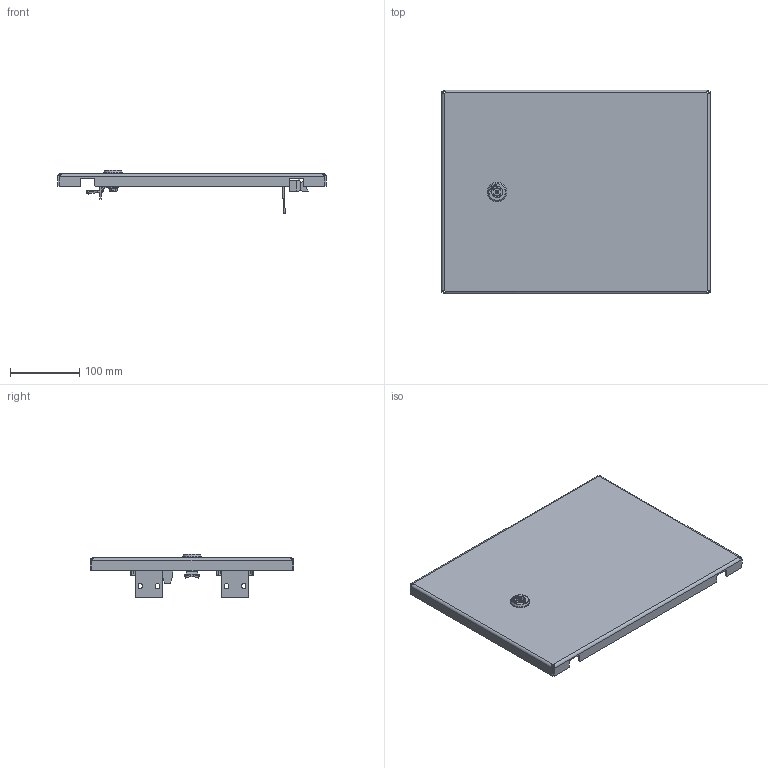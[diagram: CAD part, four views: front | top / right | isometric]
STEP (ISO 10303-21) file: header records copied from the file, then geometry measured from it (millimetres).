
FILE_DESCRIPTION (( 'STEP AP214' ), '1' );
FILE_NAME ('644.030.STEP', '2024-10-14T11:11:52', ( '' ), ( '' ), 'SwSTEP 2.0', 'SolidWorks 2021', '' );
FILE_SCHEMA (( 'AUTOMOTIVE_DESIGN' ));
Length unit declared in the file: millimetre
Products named in the file (22): 630.000; Ãàñêåòèíã äâåðè W400H300; 2101350253-15-DB15mm YEN_ G_BEK.STEP; 630.002; 2311050230-plastik-rondela.STEP; 644.030; Äâåðü W400H300; Ðåçèíêà øàðíèðà; Çàìîê ïîä äâå áîðîäêè Z ðèãåëåì.STEP; ______ Z 3__.STEP; ______________ ______.STEP; Âòóëêà øàðíèðà; _____.STEP; Äâåðíîå ïîëîòíî W400H300; Øïèëüêà ïðèâàðíàÿ Ì6õ16; 2102200253-YEN_ PANO K_L_T KOVANI KROM.STEP; 嵑謺麃 瀁蠉澼鍣 094; 1207100236-Pano Kilit Yay_-1.STEP; Ïåòëÿ ùèòîâàÿ ïðèâàðíàÿ; Áîëò Ì5õ10 ñ øåñòèãðàííîé ãîëîâêîé ñ ïðåññøàéáîé; 1209100038(M6x8 Kombi Vida)_sss.STEP; 嵑謺麃
Assembly tree (28 placements, depth 3):
  644.030
    Äâåðü W400H300
      Äâåðíîå ïîëîòíî W400H300
      Ïåòëÿ ùèòîâàÿ ïðèâàðíàÿ  x2
      Øïèëüêà ïðèâàðíàÿ Ì6õ16  x2
      Ãàñêåòèíã äâåðè W400H300
    630.000  x2
    630.002
    嵑謺麃 瀁蠉澼鍣 094  x2
      嵑謺麃
      Âòóëêà øàðíèðà
      Ðåçèíêà øàðíèðà
    Çàìîê ïîä äâå áîðîäêè Z ðèãåëåì.STEP
      2102200253-YEN_ PANO K_L_T KOVANI KROM.STEP
      1207100236-Pano Kilit Yay_-1.STEP
      2311050230-plastik-rondela.STEP
      1209100038(M6x8 Kombi Vida)_sss.STEP
      2101350253-15-DB15mm YEN_ G_BEK.STEP
      _____.STEP
      ______________ ______.STEP
      ______ Z 3__.STEP
    Áîëò Ì5õ10 ñ øåñòèãðàííîé ãîëîâêîé ñ ïðåññøàéáîé  x4
Bounding box: 389 x 295 x 63.37 mm (x, y, z)
Volume: 377336.3 mm3; surface area: 357603 mm2
Topology: 51 solids, 51 shells, 1240 faces, 2990 edges, 1887 vertices
Faces by surface type: plane 520, cylinder 423, bspline 192, cone 55, torus 50
Entity records: 68756 total; most frequent: CARTESIAN_POINT 46686, ORIENTED_EDGE 4676, DIRECTION 3890, EDGE_CURVE 2338, VERTEX_POINT 1488, AXIS2_PLACEMENT_3D 1342, VECTOR 1206, LINE 1206
